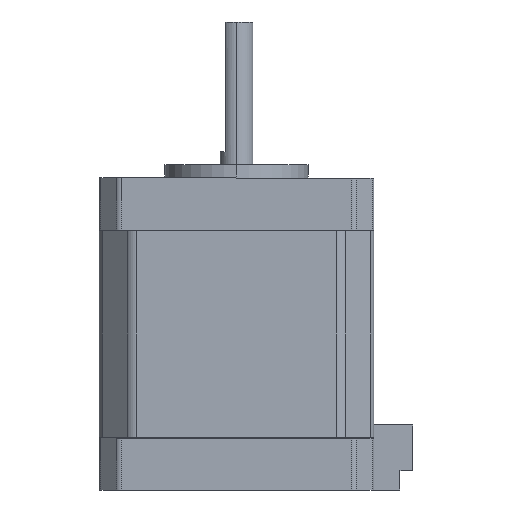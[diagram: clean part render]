
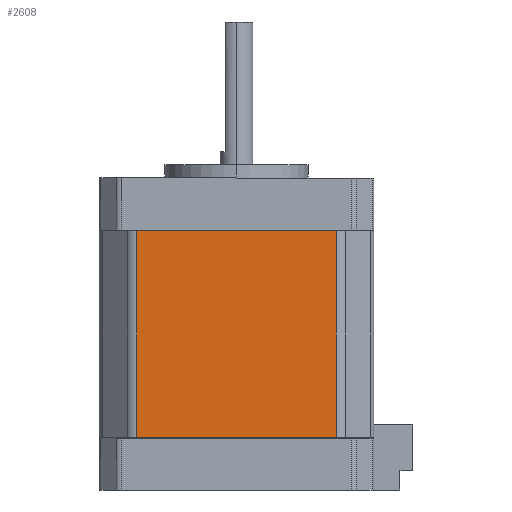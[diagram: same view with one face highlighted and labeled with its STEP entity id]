
A CAD part, left-side view. The second image highlights one B-rep face of the part: STEP entity #2608.
In plain terms, the highlighted planar face has unit normal (-1, 0, 0).
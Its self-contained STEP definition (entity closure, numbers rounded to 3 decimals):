
#103 = LINE ( 'NONE', #3977, #2155 ) ;
#432 = VERTEX_POINT ( 'NONE', #2739 ) ;
#467 = CARTESIAN_POINT ( 'NONE',  ( -21.15, -15.15, -15.9 ) ) ;
#753 = CARTESIAN_POINT ( 'NONE',  ( -21.15, -15.322, 0. ) ) ;
#774 = CARTESIAN_POINT ( 'NONE',  ( -21.15, -15.322, 15.9 ) ) ;
#1070 = DIRECTION ( 'NONE',  ( 0., 0., 1. ) ) ;
#1103 = CARTESIAN_POINT ( 'NONE',  ( -21.15, -15.15, 15.9 ) ) ;
#1178 = DIRECTION ( 'NONE',  ( 0., -1., 0. ) ) ;
#1379 = DIRECTION ( 'NONE',  ( 0., -1., 0. ) ) ;
#1447 = LINE ( 'NONE', #753, #3750 ) ;
#1523 = PLANE ( 'NONE',  #2994 ) ;
#1574 = VECTOR ( 'NONE', #1178, 1000. ) ;
#1699 = VECTOR ( 'NONE', #1379, 1000. ) ;
#1911 = FACE_OUTER_BOUND ( 'NONE', #2832, .T. ) ;
#2155 = VECTOR ( 'NONE', #2923, 1000. ) ;
#2160 = DIRECTION ( 'NONE',  ( 0., 0., 1. ) ) ;
#2590 = VERTEX_POINT ( 'NONE', #4004 ) ;
#2608 = ADVANCED_FACE ( 'NONE', ( #1911 ), #1523, .T. ) ;
#2691 = ORIENTED_EDGE ( 'NONE', *, *, #3712, .T. ) ;
#2739 = CARTESIAN_POINT ( 'NONE',  ( -21.15, 15.322, -15.9 ) ) ;
#2832 = EDGE_LOOP ( 'NONE', ( #3451, #3503, #3068, #2691 ) ) ;
#2923 = DIRECTION ( 'NONE',  ( 0., 0., -1. ) ) ;
#2946 = LINE ( 'NONE', #467, #1574 ) ;
#2947 = CARTESIAN_POINT ( 'NONE',  ( -21.15, 0., 0. ) ) ;
#2994 = AXIS2_PLACEMENT_3D ( 'NONE', #2947, #4027, #1070 ) ;
#3068 = ORIENTED_EDGE ( 'NONE', *, *, #4011, .F. ) ;
#3441 = CARTESIAN_POINT ( 'NONE',  ( -21.15, 15.322, 15.9 ) ) ;
#3451 = ORIENTED_EDGE ( 'NONE', *, *, #3649, .T. ) ;
#3503 = ORIENTED_EDGE ( 'NONE', *, *, #4029, .T. ) ;
#3649 = EDGE_CURVE ( 'NONE', #432, #2590, #2946, .T. ) ;
#3712 = EDGE_CURVE ( 'NONE', #3870, #432, #103, .T. ) ;
#3750 = VECTOR ( 'NONE', #2160, 1000. ) ;
#3870 = VERTEX_POINT ( 'NONE', #3441 ) ;
#3977 = CARTESIAN_POINT ( 'NONE',  ( -21.15, 15.322, 0. ) ) ;
#4004 = CARTESIAN_POINT ( 'NONE',  ( -21.15, -15.322, -15.9 ) ) ;
#4011 = EDGE_CURVE ( 'NONE', #3870, #4104, #4519, .T. ) ;
#4027 = DIRECTION ( 'NONE',  ( -1., 0., 0. ) ) ;
#4029 = EDGE_CURVE ( 'NONE', #2590, #4104, #1447, .T. ) ;
#4104 = VERTEX_POINT ( 'NONE', #774 ) ;
#4519 = LINE ( 'NONE', #1103, #1699 ) ;
